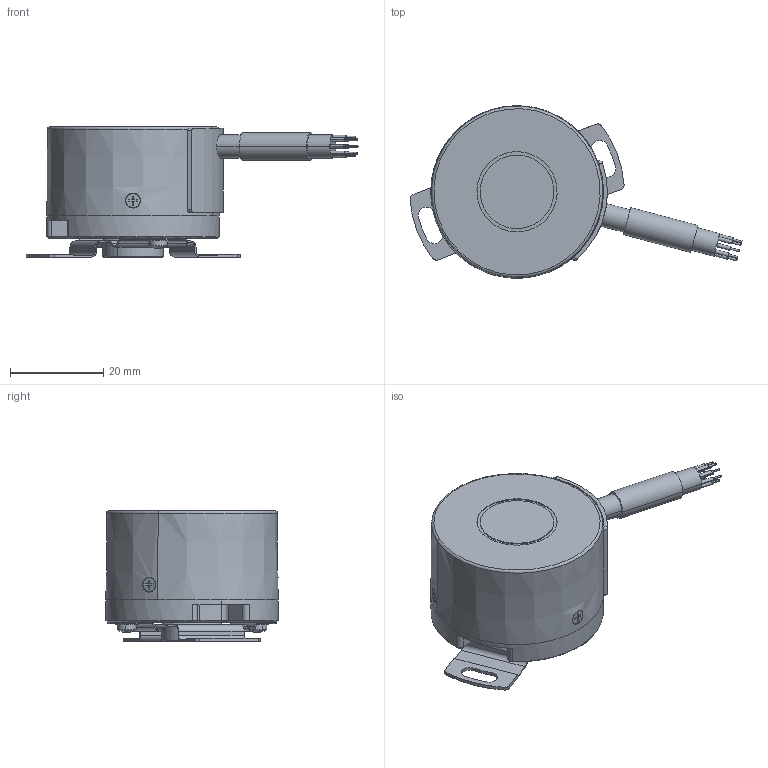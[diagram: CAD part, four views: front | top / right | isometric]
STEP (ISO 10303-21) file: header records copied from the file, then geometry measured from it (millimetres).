
FILE_DESCRIPTION(('CoCreate Modeling STEP Export'),'2;1');
FILE_NAME('2023-07-14_ASSY_PCD40_solidify.stp','2023-07-14T11:21:22',(''),(''),'CoCreate Modeling STEP processor for AP214 (Solid Model)','CoCreate Modeling 17.0B 09-Oct-2010 (C) Parametric Technology GmbH','');
FILE_SCHEMA(('AUTOMOTIVE_DESIGN { 1 0 10303 214 1 1 1 1 }'));
Length unit declared in the file: millimetre
Products named in the file (2): PCD40_Solidify
Assembly tree (1 placements, depth 2):
  PCD40_Solidify
    PCD40_Solidify
Bounding box: 71.19 x 36.99 x 28 mm (x, y, z)
Volume: 25795.1 mm3; surface area: 9093.9 mm2
Topology: 1 solids, 8 shells, 361 faces, 887 edges, 571 vertices
Faces by surface type: cylinder 160, plane 154, cone 28, bspline 11, torus 4, sphere 4
Full cylindrical faces by diameter (mm): 4 x1
Entity records: 11534 total; most frequent: CARTESIAN_POINT 3298, ORIENTED_EDGE 1774, DIRECTION 1594, EDGE_CURVE 887, AXIS2_PLACEMENT_3D 598, VERTEX_POINT 571, EDGE_LOOP 412, VECTOR 398
